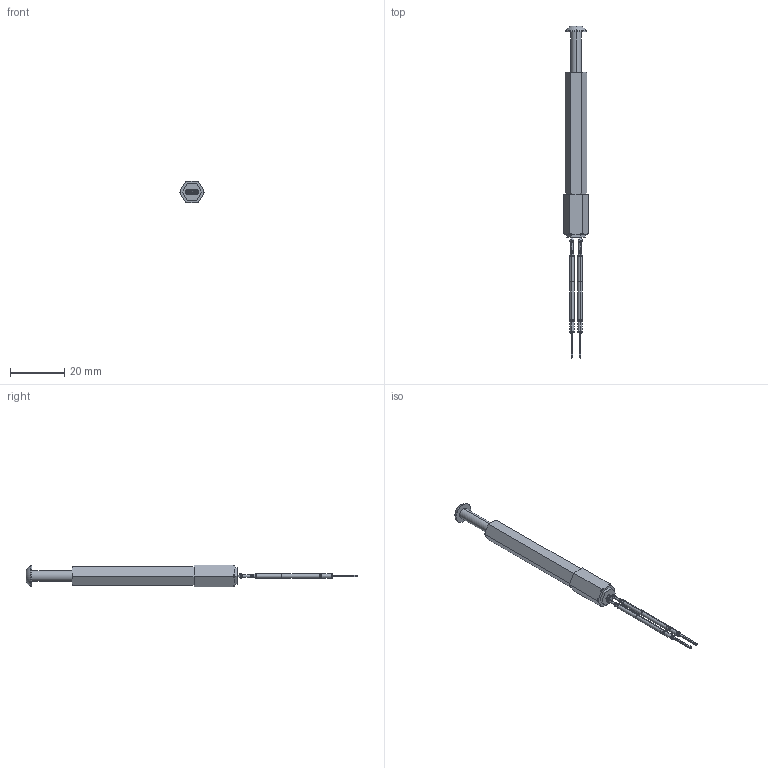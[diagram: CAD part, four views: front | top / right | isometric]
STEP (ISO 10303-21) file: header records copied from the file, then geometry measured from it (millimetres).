
FILE_DESCRIPTION (( 'STEP AP214' ), '1' );
FILE_NAME ('46396~0.STEP', '2018-07-31T14:22:41', ( '' ), ( '' ), 'SwSTEP 2.0', 'SolidWorks 2018', '' );
FILE_SCHEMA (( 'AUTOMOTIVE_DESIGN' ));
Length unit declared in the file: millimetre
Products named in the file (7): SKB-II~-s-k-i-i_M4,0x45 St; GKS-100-0048~-g-k-s_Hub = 03,5<S>; ISO7380~n_M04,0x025; SKB-IA~-s-k-i-a_M4,0x15 Ku; 46396~0; KS-100-Master~-k-s_KS-100 47 05; 41880~3
Assembly tree (8 placements, depth 2):
  46396~0
    41880~3
    SKB-IA~-s-k-i-a_M4,0x15 Ku
    SKB-II~-s-k-i-i_M4,0x45 St
    ISO7380~n_M04,0x025
    GKS-100-0048~-g-k-s_Hub = 03,5<S>  x2
    KS-100-Master~-k-s_KS-100 47 05  x2
Bounding box: 9.24 x 122.9 x 8 mm (x, y, z)
Volume: 3287.5 mm3; surface area: 3370.1 mm2
Topology: 12 solids, 12 shells, 264 faces, 587 edges, 356 vertices
Faces by surface type: cylinder 97, plane 81, cone 48, torus 38
Entity records: 5877 total; most frequent: CARTESIAN_POINT 1071, DIRECTION 986, ORIENTED_EDGE 854, EDGE_CURVE 427, AXIS2_PLACEMENT_3D 405, VERTEX_POINT 266, CIRCLE 204, EDGE_LOOP 203
